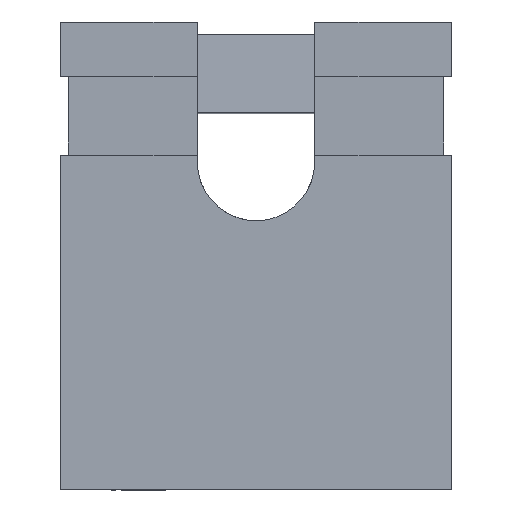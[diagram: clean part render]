
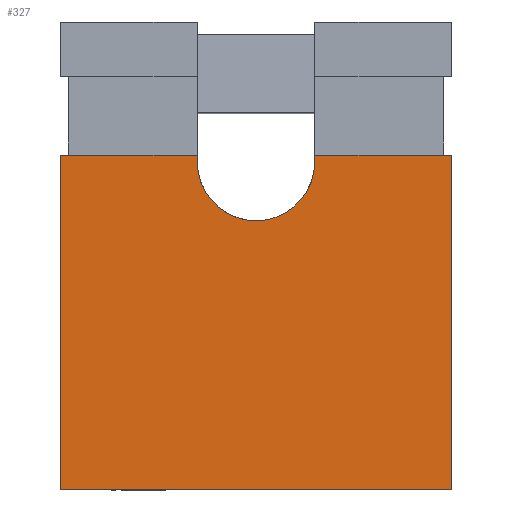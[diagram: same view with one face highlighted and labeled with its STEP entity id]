
A CAD part, front view. The second image highlights one B-rep face of the part: STEP entity #327.
In plain terms, the highlighted planar face has unit normal (0, -1, 0).
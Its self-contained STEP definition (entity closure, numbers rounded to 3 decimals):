
#327 = ADVANCED_FACE( '', ( #762 ), #763, .F. );
#762 = FACE_OUTER_BOUND( '', #1329, .T. );
#763 = PLANE( '', #1330 );
#1329 = EDGE_LOOP( '', ( #2040, #2041, #2042, #2043, #2044, #2045, #2046, #2047 ) );
#1330 = AXIS2_PLACEMENT_3D( '', #2048, #2049, #2050 );
#2040 = ORIENTED_EDGE( '', *, *, #3706, .F. );
#2041 = ORIENTED_EDGE( '', *, *, #3707, .F. );
#2042 = ORIENTED_EDGE( '', *, *, #3708, .F. );
#2043 = ORIENTED_EDGE( '', *, *, #3709, .F. );
#2044 = ORIENTED_EDGE( '', *, *, #3710, .F. );
#2045 = ORIENTED_EDGE( '', *, *, #3711, .F. );
#2046 = ORIENTED_EDGE( '', *, *, #3712, .F. );
#2047 = ORIENTED_EDGE( '', *, *, #3592, .F. );
#2048 = CARTESIAN_POINT( '', ( 0., -5.08, 0. ) );
#2049 = DIRECTION( '', ( 0., 1., 0. ) );
#2050 = DIRECTION( '', ( 0., 0., 1. ) );
#3592 = EDGE_CURVE( '', #4307, #4309, #4310, .T. );
#3706 = EDGE_CURVE( '', #4506, #4307, #4507, .T. );
#3707 = EDGE_CURVE( '', #4508, #4506, #4509, .T. );
#3708 = EDGE_CURVE( '', #4510, #4508, #4511, .T. );
#3709 = EDGE_CURVE( '', #4512, #4510, #4513, .T. );
#3710 = EDGE_CURVE( '', #4514, #4512, #4515, .T. );
#3711 = EDGE_CURVE( '', #4516, #4514, #4517, .T. );
#3712 = EDGE_CURVE( '', #4309, #4516, #4518, .T. );
#4307 = VERTEX_POINT( '', #5346 );
#4309 = VERTEX_POINT( '', #5349 );
#4310 = LINE( '', #5350, #5351 );
#4506 = VERTEX_POINT( '', #5653 );
#4507 = CIRCLE( '', #5654, 0.75 );
#4508 = VERTEX_POINT( '', #5655 );
#4509 = LINE( '', #5656, #5657 );
#4510 = VERTEX_POINT( '', #5658 );
#4511 = LINE( '', #5659, #5660 );
#4512 = VERTEX_POINT( '', #5661 );
#4513 = LINE( '', #5662, #5663 );
#4514 = VERTEX_POINT( '', #5664 );
#4515 = LINE( '', #5665, #5666 );
#4516 = VERTEX_POINT( '', #5667 );
#4517 = LINE( '', #5668, #5669 );
#4518 = LINE( '', #5670, #5671 );
#5346 = CARTESIAN_POINT( '', ( 0.75, -5.08, 1.2 ) );
#5349 = CARTESIAN_POINT( '', ( 0.75, -5.08, 1.29 ) );
#5350 = CARTESIAN_POINT( '', ( 0.75, -5.08, 1.2 ) );
#5351 = VECTOR( '', #6822, 1000. );
#5653 = CARTESIAN_POINT( '', ( -0.75, -5.08, 1.2 ) );
#5654 = AXIS2_PLACEMENT_3D( '', #6931, #6932, #6933 );
#5655 = CARTESIAN_POINT( '', ( -0.75, -5.08, 1.29 ) );
#5656 = CARTESIAN_POINT( '', ( -0.75, -5.08, 2.99 ) );
#5657 = VECTOR( '', #6934, 1000. );
#5658 = CARTESIAN_POINT( '', ( -2.5, -5.08, 1.29 ) );
#5659 = CARTESIAN_POINT( '', ( -2.5, -5.08, 1.29 ) );
#5660 = VECTOR( '', #6935, 1000. );
#5661 = CARTESIAN_POINT( '', ( -2.5, -5.08, -2.99 ) );
#5662 = CARTESIAN_POINT( '', ( -2.5, -5.08, -2.99 ) );
#5663 = VECTOR( '', #6936, 1000. );
#5664 = CARTESIAN_POINT( '', ( 2.5, -5.08, -2.99 ) );
#5665 = CARTESIAN_POINT( '', ( 2.5, -5.08, -2.99 ) );
#5666 = VECTOR( '', #6937, 1000. );
#5667 = CARTESIAN_POINT( '', ( 2.5, -5.08, 1.29 ) );
#5668 = CARTESIAN_POINT( '', ( 2.5, -5.08, 2.99 ) );
#5669 = VECTOR( '', #6938, 1000. );
#5670 = CARTESIAN_POINT( '', ( -2.5, -5.08, 1.29 ) );
#5671 = VECTOR( '', #6939, 1000. );
#6822 = DIRECTION( '', ( 0., 0., 1. ) );
#6931 = CARTESIAN_POINT( '', ( 0., -5.08, 1.2 ) );
#6932 = DIRECTION( '', ( 0., -1., 0. ) );
#6933 = DIRECTION( '', ( -1., 0., 0. ) );
#6934 = DIRECTION( '', ( 0., 0., -1. ) );
#6935 = DIRECTION( '', ( 1., 0., 0. ) );
#6936 = DIRECTION( '', ( 0., 0., 1. ) );
#6937 = DIRECTION( '', ( -1., 0., 0. ) );
#6938 = DIRECTION( '', ( 0., 0., -1. ) );
#6939 = DIRECTION( '', ( 1., 0., 0. ) );
